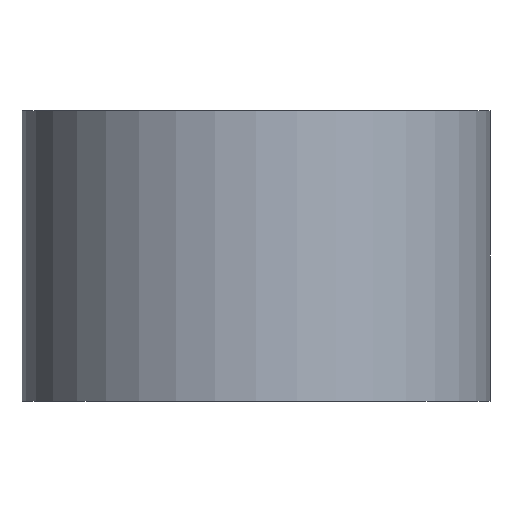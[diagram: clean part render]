
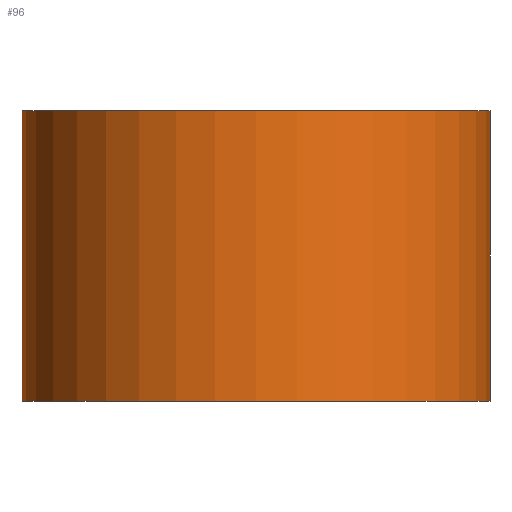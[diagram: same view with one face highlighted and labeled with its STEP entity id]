
A CAD part, front view. The second image highlights one B-rep face of the part: STEP entity #96.
In plain terms, the highlighted cylindrical face has radius 10 mm (diameter 20 mm), a full revolution.
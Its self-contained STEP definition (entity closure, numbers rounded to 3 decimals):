
#36=CYLINDRICAL_SURFACE('',#546,10.);
#49=FACE_BOUND('',#159,.T.);
#50=FACE_BOUND('',#160,.T.);
#96=ADVANCED_FACE('',(#49,#50),#36,.T.);
#159=EDGE_LOOP('',(#274));
#160=EDGE_LOOP('',(#275));
#274=ORIENTED_EDGE('',*,*,#445,.T.);
#275=ORIENTED_EDGE('',*,*,#446,.F.);
#397=VERTEX_POINT('',#800);
#398=VERTEX_POINT('',#802);
#445=EDGE_CURVE('',#397,#397,#503,.T.);
#446=EDGE_CURVE('',#398,#398,#504,.T.);
#503=CIRCLE('',#544,10.);
#504=CIRCLE('',#545,10.);
#544=AXIS2_PLACEMENT_3D('',#799,#631,#632);
#545=AXIS2_PLACEMENT_3D('',#801,#633,#634);
#546=AXIS2_PLACEMENT_3D('',#803,#635,#636);
#631=DIRECTION('',(0.,0.,-1.));
#632=DIRECTION('',(-1.,0.,0.));
#633=DIRECTION('',(0.,0.,-1.));
#634=DIRECTION('',(-1.,0.,0.));
#635=DIRECTION('',(0.,0.,-1.));
#636=DIRECTION('',(-1.,0.,0.));
#799=CARTESIAN_POINT('',(0.,0.,12.4));
#800=CARTESIAN_POINT('',(-10.,0.,12.4));
#801=CARTESIAN_POINT('',(0.,0.,0.));
#802=CARTESIAN_POINT('',(-10.,0.,0.));
#803=CARTESIAN_POINT('',(0.,0.,0.));
